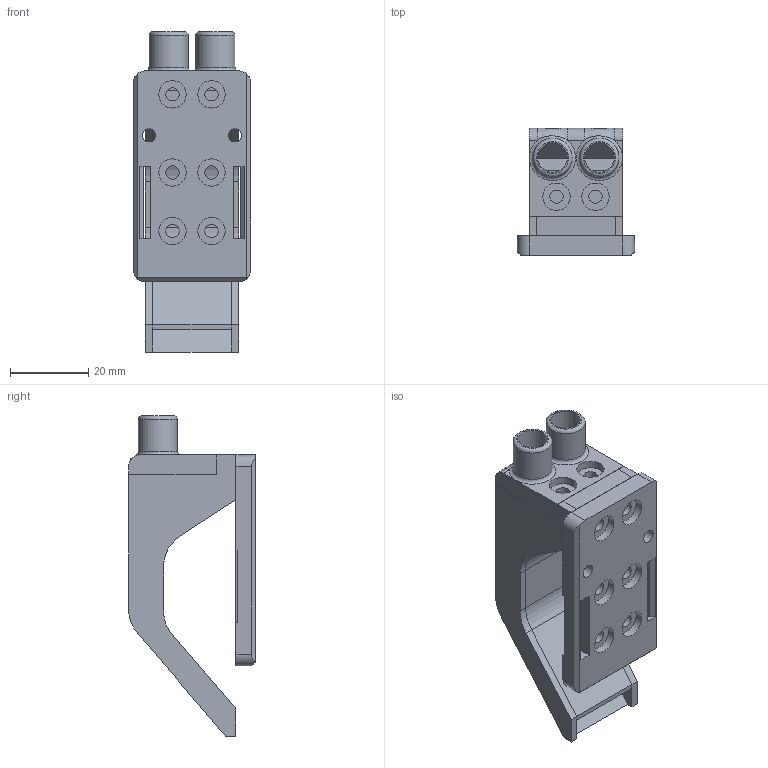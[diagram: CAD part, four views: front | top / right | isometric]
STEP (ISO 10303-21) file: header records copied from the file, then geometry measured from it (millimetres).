
FILE_DESCRIPTION(('FreeCAD Model'),'2;1');
FILE_NAME('Open CASCADE Shape Model','2024-02-03T04:08:25',(''),(''), 'Open CASCADE STEP processor 7.6','FreeCAD','Unknown');
FILE_SCHEMA(('AUTOMOTIVE_DESIGN { 1 0 10303 214 1 1 1 1 }'));
Length unit declared in the file: millimetre
Products named in the file (4): CAD; plate_cpap; duct_cpap; connector_cpap
Assembly tree (3 placements, depth 2):
  CAD
    plate_cpap
    duct_cpap
    connector_cpap
Bounding box: 30 x 32.5 x 82 mm (x, y, z)
Volume: 20583.2 mm3; surface area: 17431.3 mm2
Topology: 3 solids, 3 shells, 133 faces, 336 edges, 214 vertices
Faces by surface type: plane 83, cylinder 44, torus 4, bspline 2
Full cylindrical faces by diameter (mm): 3.4 x10, 4.5 x4, 7 x8, 7.6 x4, 10 x2
Entity records: 8703 total; most frequent: CARTESIAN_POINT 1887, DIRECTION 1243, LINE 744, VECTOR 744, ORIENTED_EDGE 672, PCURVE 672, DEFINITIONAL_REPRESENTATION 672, EDGE_CURVE 336
